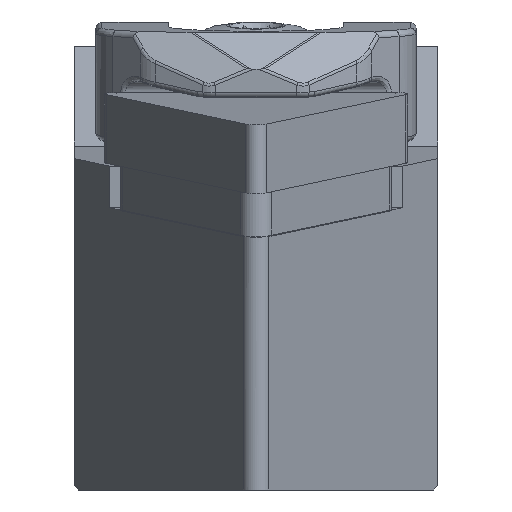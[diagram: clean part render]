
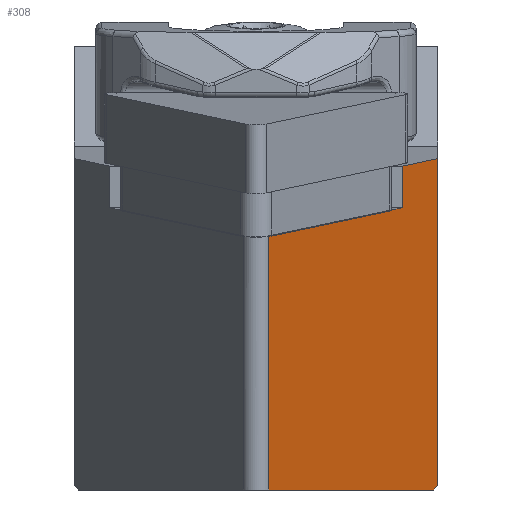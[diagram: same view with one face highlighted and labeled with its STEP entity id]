
A CAD part, left-side view. The second image highlights one B-rep face of the part: STEP entity #308.
In plain terms, the highlighted planar face has unit normal (-0.496, -0.866, -0.061).
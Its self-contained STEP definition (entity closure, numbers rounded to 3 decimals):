
#308=ADVANCED_FACE('',(#556),#481,.F.);
#481=PLANE('',#2984);
#556=FACE_OUTER_BOUND('',#723,.T.);
#723=EDGE_LOOP('',(#963,#964,#965,#966,#967,#968,#969,#970));
#963=ORIENTED_EDGE('',*,*,#2086,.F.);
#964=ORIENTED_EDGE('',*,*,#2087,.F.);
#965=ORIENTED_EDGE('',*,*,#2088,.F.);
#966=ORIENTED_EDGE('',*,*,#2089,.F.);
#967=ORIENTED_EDGE('',*,*,#2090,.F.);
#968=ORIENTED_EDGE('',*,*,#2091,.F.);
#969=ORIENTED_EDGE('',*,*,#2092,.F.);
#970=ORIENTED_EDGE('',*,*,#2093,.F.);
#1819=VERTEX_POINT('',#4233);
#1820=VERTEX_POINT('',#4234);
#1821=VERTEX_POINT('',#4236);
#1822=VERTEX_POINT('',#4238);
#1823=VERTEX_POINT('',#4240);
#1824=VERTEX_POINT('',#4242);
#1825=VERTEX_POINT('',#4244);
#1826=VERTEX_POINT('',#4246);
#2086=EDGE_CURVE('',#1819,#1820,#2513,.T.);
#2087=EDGE_CURVE('',#1821,#1819,#2514,.T.);
#2088=EDGE_CURVE('',#1822,#1821,#2515,.T.);
#2089=EDGE_CURVE('',#1823,#1822,#2516,.T.);
#2090=EDGE_CURVE('',#1824,#1823,#2517,.T.);
#2091=EDGE_CURVE('',#1825,#1824,#2518,.T.);
#2092=EDGE_CURVE('',#1826,#1825,#2519,.T.);
#2093=EDGE_CURVE('',#1820,#1826,#2520,.T.);
#2513=LINE('',#4232,#2756);
#2514=LINE('',#4235,#2757);
#2515=LINE('',#4237,#2758);
#2516=LINE('',#4239,#2759);
#2517=LINE('',#4241,#2760);
#2518=LINE('',#4243,#2761);
#2519=LINE('',#4245,#2762);
#2520=LINE('',#4247,#2763);
#2756=VECTOR('',#3312,1.);
#2757=VECTOR('',#3313,1.);
#2758=VECTOR('',#3314,1.);
#2759=VECTOR('',#3315,1.);
#2760=VECTOR('',#3316,1.);
#2761=VECTOR('',#3317,1.);
#2762=VECTOR('',#3318,1.);
#2763=VECTOR('',#3319,1.);
#2984=AXIS2_PLACEMENT_3D('',#4248,#3320,#3321);
#3312=DIRECTION('',(0.86,-0.5,0.106));
#3313=DIRECTION('',(-0.122,0.,0.993));
#3314=DIRECTION('',(0.86,-0.5,0.106));
#3315=DIRECTION('',(0.86,-0.5,0.106));
#3316=DIRECTION('',(-0.122,0.,0.993));
#3317=DIRECTION('',(-0.868,0.497,0.));
#3318=DIRECTION('',(-0.754,0.465,-0.465));
#3319=DIRECTION('',(0.122,0.,-0.993));
#3320=DIRECTION('',(0.496,0.866,0.061));
#3321=DIRECTION('',(-0.868,0.497,0.));
#4232=CARTESIAN_POINT('',(23.396,-25.,-2.225));
#4233=CARTESIAN_POINT('',(19.177,-22.546,-2.743));
#4234=CARTESIAN_POINT('',(23.396,-25.,-2.225));
#4235=CARTESIAN_POINT('',(23.435,-22.546,-37.423));
#4236=CARTESIAN_POINT('',(19.528,-22.546,-5.602));
#4237=CARTESIAN_POINT('',(23.747,-25.,-5.084));
#4238=CARTESIAN_POINT('',(18.312,-21.838,-5.751));
#4239=CARTESIAN_POINT('',(23.747,-25.,-5.084));
#4240=CARTESIAN_POINT('',(3.747,-13.366,-7.54));
#4241=CARTESIAN_POINT('',(7.654,-13.366,-39.361));
#4242=CARTESIAN_POINT('',(5.891,-13.366,-25.));
#4243=CARTESIAN_POINT('',(27.293,-25.631,-25.));
#4244=CARTESIAN_POINT('',(25.669,-24.7,-25.));
#4245=CARTESIAN_POINT('',(22.733,-22.89,-26.81));
#4246=CARTESIAN_POINT('',(26.156,-25.,-24.7));
#4247=CARTESIAN_POINT('',(27.654,-25.,-36.905));
#4248=CARTESIAN_POINT('',(27.654,-25.,-36.905));
